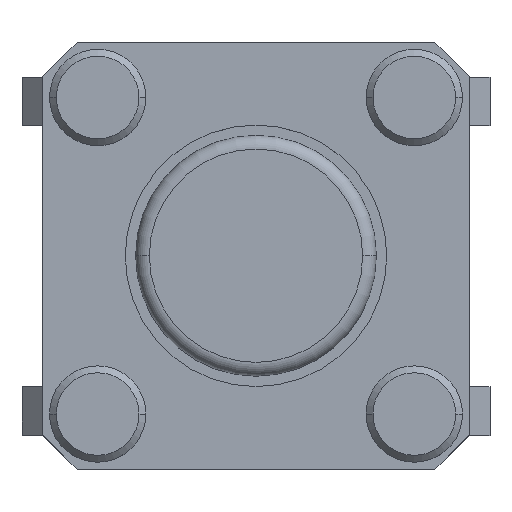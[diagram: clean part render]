
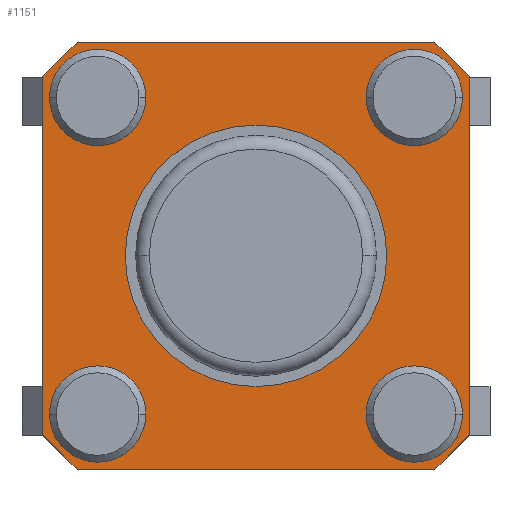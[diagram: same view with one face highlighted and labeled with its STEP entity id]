
A CAD part, top view. The second image highlights one B-rep face of the part: STEP entity #1151.
In plain terms, the highlighted planar face has unit normal (0, 0, 1).
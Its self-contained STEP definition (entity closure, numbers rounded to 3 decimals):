
#805=CARTESIAN_POINT('',(-1.9,0.,3.4));
#806=VERTEX_POINT('',#805);
#822=CARTESIAN_POINT('',(1.9,0.,3.4));
#823=VERTEX_POINT('',#822);
#830=CARTESIAN_POINT('',(0.0,0.,3.4));
#831=DIRECTION('',(0.0,0.0,-1.0));
#832=DIRECTION('',(-1.0,0.0,0.0));
#833=AXIS2_PLACEMENT_3D('',#830,#831,#832);
#834=CIRCLE('',#833,1.9);
#835=EDGE_CURVE('',#806,#823,#834,.T.);
#845=CARTESIAN_POINT('',(2.6,3.1,3.4));
#846=VERTEX_POINT('',#845);
#847=CARTESIAN_POINT('',(3.1,2.6,3.4));
#848=VERTEX_POINT('',#847);
#849=CARTESIAN_POINT('',(2.6,3.1,3.4));
#850=DIRECTION('',(0.707,-0.707,0.0));
#851=VECTOR('',#850,0.707);
#852=LINE('',#849,#851);
#853=EDGE_CURVE('',#846,#848,#852,.T.);
#894=CARTESIAN_POINT('',(-2.6,3.1,3.4));
#895=VERTEX_POINT('',#894);
#902=CARTESIAN_POINT('',(-2.6,3.1,3.4));
#903=DIRECTION('',(1.0,0.0,0.0));
#904=VECTOR('',#903,5.2);
#905=LINE('',#902,#904);
#906=EDGE_CURVE('',#895,#846,#905,.T.);
#982=CARTESIAN_POINT('',(3.1,-2.6,3.4));
#983=VERTEX_POINT('',#982);
#984=CARTESIAN_POINT('',(2.6,-3.1,3.4));
#985=VERTEX_POINT('',#984);
#986=CARTESIAN_POINT('',(3.1,-2.6,3.4));
#987=DIRECTION('',(-0.707,-0.707,0.));
#988=VECTOR('',#987,0.707);
#989=LINE('',#986,#988);
#990=EDGE_CURVE('',#983,#985,#989,.T.);
#1014=CARTESIAN_POINT('',(-2.6,-3.1,3.4));
#1015=VERTEX_POINT('',#1014);
#1016=CARTESIAN_POINT('',(2.6,-3.1,3.4));
#1017=DIRECTION('',(-1.0,0.0,0.0));
#1018=VECTOR('',#1017,5.2);
#1019=LINE('',#1016,#1018);
#1020=EDGE_CURVE('',#985,#1015,#1019,.T.);
#1037=CARTESIAN_POINT('',(-3.1,-2.6,3.4));
#1038=VERTEX_POINT('',#1037);
#1039=CARTESIAN_POINT('',(-2.6,-3.1,3.4));
#1040=DIRECTION('',(-0.707,0.707,0.0));
#1041=VECTOR('',#1040,0.707);
#1042=LINE('',#1039,#1041);
#1043=EDGE_CURVE('',#1015,#1038,#1042,.T.);
#1061=CARTESIAN_POINT('',(-3.1,2.6,3.4));
#1062=VERTEX_POINT('',#1061);
#1063=CARTESIAN_POINT('',(-3.1,2.6,3.4));
#1064=DIRECTION('',(0.707,0.707,0.));
#1065=VECTOR('',#1064,0.707);
#1066=LINE('',#1063,#1065);
#1067=EDGE_CURVE('',#1062,#895,#1066,.T.);
#1086=CARTESIAN_POINT('',(0.0,0.,3.4));
#1087=DIRECTION('',(0.0,0.0,-1.0));
#1088=DIRECTION('',(-1.0,0.0,0.0));
#1089=AXIS2_PLACEMENT_3D('',#1086,#1087,#1088);
#1090=CIRCLE('',#1089,1.9);
#1091=EDGE_CURVE('',#823,#806,#1090,.T.);
#1104=CARTESIAN_POINT('',(3.1,2.6,3.4));
#1105=DIRECTION('',(0.0,-1.0,0.0));
#1106=VECTOR('',#1105,5.2);
#1107=LINE('',#1104,#1106);
#1108=EDGE_CURVE('',#848,#983,#1107,.T.);
#1121=CARTESIAN_POINT('',(-3.1,-2.6,3.4));
#1122=DIRECTION('',(0.0,1.0,0.0));
#1123=VECTOR('',#1122,5.2);
#1124=LINE('',#1121,#1123);
#1125=EDGE_CURVE('',#1038,#1062,#1124,.T.);
#1132=CARTESIAN_POINT('',(0.0,0.,3.4));
#1133=DIRECTION('',(0.0,0.0,1.0));
#1134=DIRECTION('',(1.0,0.0,0.0));
#1135=AXIS2_PLACEMENT_3D('',#1132,#1133,#1134);
#1136=PLANE('',#1135);
#1137=ORIENTED_EDGE('',*,*,#853,.F.);
#1138=ORIENTED_EDGE('',*,*,#906,.F.);
#1139=ORIENTED_EDGE('',*,*,#1067,.F.);
#1140=ORIENTED_EDGE('',*,*,#1125,.F.);
#1141=ORIENTED_EDGE('',*,*,#1043,.F.);
#1142=ORIENTED_EDGE('',*,*,#1020,.F.);
#1143=ORIENTED_EDGE('',*,*,#990,.F.);
#1144=ORIENTED_EDGE('',*,*,#1108,.F.);
#1145=EDGE_LOOP('',(#1137,#1138,#1139,#1140,#1141,#1142,#1143,#1144));
#1146=FACE_OUTER_BOUND('',#1145,.T.);
#1147=ORIENTED_EDGE('',*,*,#835,.T.);
#1148=ORIENTED_EDGE('',*,*,#1091,.T.);
#1149=EDGE_LOOP('',(#1147,#1148));
#1150=FACE_BOUND('',#1149,.T.);
#1151=ADVANCED_FACE('',(#1146,#1150),#1136,.T.);
